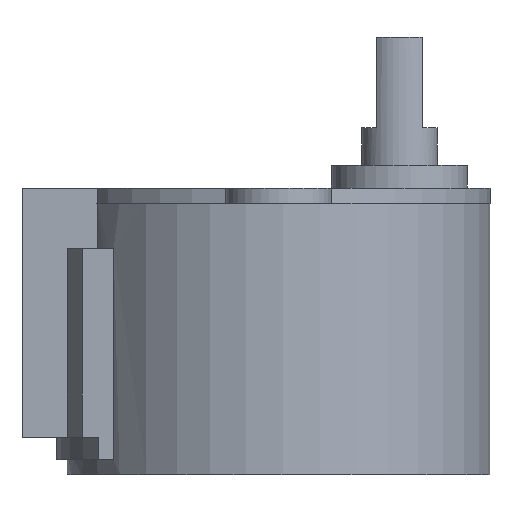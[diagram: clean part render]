
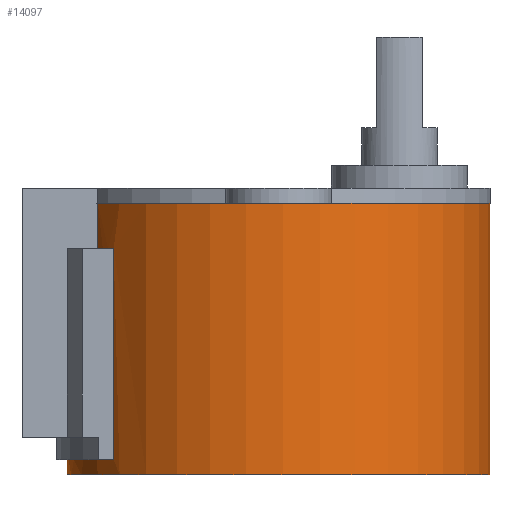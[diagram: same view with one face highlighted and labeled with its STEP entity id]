
A CAD part, left-side view. The second image highlights one B-rep face of the part: STEP entity #14097.
In plain terms, the highlighted cylindrical face has radius 14 mm (diameter 28 mm), a full revolution.
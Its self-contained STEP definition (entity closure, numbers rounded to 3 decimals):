
#114=CYLINDRICAL_SURFACE('',#14725,14.);
#131=CIRCLE('',#14668,14.);
#136=CIRCLE('',#14689,14.);
#137=CIRCLE('',#14690,14.);
#143=CIRCLE('',#14703,14.);
#144=CIRCLE('',#14705,14.);
#148=CIRCLE('',#14717,14.);
#149=CIRCLE('',#14720,14.);
#150=CIRCLE('',#14724,14.);
#1960=FACE_OUTER_BOUND('',#2780,.T.);
#2780=EDGE_LOOP('',(#11228,#11229,#11230,#11231,#11232,#11233,#11234,#11235,
#11236,#11237,#11238,#11239,#11240,#11241,#11242,#11243));
#3786=LINE('',#22803,#4970);
#3795=LINE('',#22820,#4979);
#3797=LINE('',#22828,#4981);
#3801=LINE('',#22835,#4985);
#3810=LINE('',#22858,#4994);
#3815=LINE('',#22869,#4999);
#3816=LINE('',#22870,#5000);
#4970=VECTOR('',#15845,10.);
#4979=VECTOR('',#15856,10.);
#4981=VECTOR('',#15866,10.);
#4985=VECTOR('',#15872,10.);
#4994=VECTOR('',#15897,10.);
#4999=VECTOR('',#15910,14.);
#5000=VECTOR('',#15911,10.);
#6243=VERTEX_POINT('',#22703);
#6244=VERTEX_POINT('',#22716);
#6254=VERTEX_POINT('',#22743);
#6256=VERTEX_POINT('',#22749);
#6268=VERTEX_POINT('',#22785);
#6270=VERTEX_POINT('',#22789);
#6271=VERTEX_POINT('',#22793);
#6273=VERTEX_POINT('',#22796);
#6275=VERTEX_POINT('',#22802);
#6282=VERTEX_POINT('',#22818);
#6284=VERTEX_POINT('',#22827);
#6286=VERTEX_POINT('',#22833);
#6292=VERTEX_POINT('',#22854);
#6294=VERTEX_POINT('',#22865);
#7989=EDGE_CURVE('',#6243,#6243,#131,.T.);
#8006=EDGE_CURVE('',#6256,#6254,#136,.T.);
#8007=EDGE_CURVE('',#6244,#6256,#137,.T.);
#8026=EDGE_CURVE('',#6268,#6270,#143,.T.);
#8028=EDGE_CURVE('',#6273,#6271,#144,.T.);
#8031=EDGE_CURVE('',#6275,#6273,#3786,.T.);
#8040=EDGE_CURVE('',#6270,#6282,#3795,.T.);
#8043=EDGE_CURVE('',#6268,#6284,#3797,.T.);
#8047=EDGE_CURVE('',#6271,#6286,#3801,.T.);
#8049=EDGE_CURVE('',#6286,#6284,#148,.T.);
#8057=EDGE_CURVE('',#6292,#6275,#149,.T.);
#8059=EDGE_CURVE('',#6292,#6254,#3810,.T.);
#8064=EDGE_CURVE('',#6282,#6294,#150,.T.);
#8065=EDGE_CURVE('',#6256,#6243,#3815,.T.);
#8066=EDGE_CURVE('',#6294,#6244,#3816,.T.);
#11228=ORIENTED_EDGE('',*,*,#8007,.T.);
#11229=ORIENTED_EDGE('',*,*,#8065,.T.);
#11230=ORIENTED_EDGE('',*,*,#7989,.T.);
#11231=ORIENTED_EDGE('',*,*,#8065,.F.);
#11232=ORIENTED_EDGE('',*,*,#8006,.T.);
#11233=ORIENTED_EDGE('',*,*,#8059,.F.);
#11234=ORIENTED_EDGE('',*,*,#8057,.T.);
#11235=ORIENTED_EDGE('',*,*,#8031,.T.);
#11236=ORIENTED_EDGE('',*,*,#8028,.T.);
#11237=ORIENTED_EDGE('',*,*,#8047,.T.);
#11238=ORIENTED_EDGE('',*,*,#8049,.T.);
#11239=ORIENTED_EDGE('',*,*,#8043,.F.);
#11240=ORIENTED_EDGE('',*,*,#8026,.T.);
#11241=ORIENTED_EDGE('',*,*,#8040,.T.);
#11242=ORIENTED_EDGE('',*,*,#8064,.T.);
#11243=ORIENTED_EDGE('',*,*,#8066,.T.);
#14097=ADVANCED_FACE('',(#1960),#114,.T.);
#14668=AXIS2_PLACEMENT_3D('',#22704,#15738,#15739);
#14689=AXIS2_PLACEMENT_3D('',#22750,#15792,#15793);
#14690=AXIS2_PLACEMENT_3D('',#22751,#15794,#15795);
#14703=AXIS2_PLACEMENT_3D('',#22791,#15833,#15834);
#14705=AXIS2_PLACEMENT_3D('',#22797,#15838,#15839);
#14717=AXIS2_PLACEMENT_3D('',#22839,#15879,#15880);
#14720=AXIS2_PLACEMENT_3D('',#22855,#15892,#15893);
#14724=AXIS2_PLACEMENT_3D('',#22867,#15906,#15907);
#14725=AXIS2_PLACEMENT_3D('',#22868,#15908,#15909);
#15738=DIRECTION('center_axis',(0.,0.,1.));
#15739=DIRECTION('ref_axis',(-0.518,0.855,0.));
#15792=DIRECTION('center_axis',(0.,0.,-1.));
#15793=DIRECTION('ref_axis',(-0.518,0.855,0.));
#15794=DIRECTION('center_axis',(0.,0.,-1.));
#15795=DIRECTION('ref_axis',(-0.518,0.855,0.));
#15833=DIRECTION('center_axis',(0.,0.,-1.));
#15834=DIRECTION('ref_axis',(-0.625,0.781,0.));
#15838=DIRECTION('center_axis',(0.,0.,-1.));
#15839=DIRECTION('ref_axis',(-0.625,0.781,0.));
#15845=DIRECTION('',(0.,0.,-1.));
#15856=DIRECTION('',(0.,0.,1.));
#15866=DIRECTION('',(0.,0.,1.));
#15872=DIRECTION('',(0.,0.,1.));
#15879=DIRECTION('center_axis',(0.,0.,-1.));
#15880=DIRECTION('ref_axis',(-0.625,0.781,0.));
#15892=DIRECTION('center_axis',(0.,0.,1.));
#15893=DIRECTION('ref_axis',(-0.518,0.855,0.));
#15897=DIRECTION('',(0.,0.,1.));
#15906=DIRECTION('center_axis',(0.,0.,1.));
#15907=DIRECTION('ref_axis',(-0.518,0.855,0.));
#15908=DIRECTION('center_axis',(0.,0.,1.));
#15909=DIRECTION('ref_axis',(-0.518,0.855,0.));
#15910=DIRECTION('',(0.,0.,-1.));
#15911=DIRECTION('',(0.,0.,1.));
#22703=CARTESIAN_POINT('',(7.25,-11.977,0.));
#22704=CARTESIAN_POINT('Origin',(0.,0.,0.));
#22716=CARTESIAN_POINT('',(7.25,11.977,18.));
#22743=CARTESIAN_POINT('',(-7.25,11.977,18.));
#22749=CARTESIAN_POINT('',(7.25,-11.977,18.));
#22750=CARTESIAN_POINT('Origin',(0.,0.,18.));
#22751=CARTESIAN_POINT('Origin',(0.,0.,18.));
#22785=CARTESIAN_POINT('',(1.5,13.919,1.));
#22789=CARTESIAN_POINT('',(8.75,10.929,1.));
#22791=CARTESIAN_POINT('Origin',(0.,0.,
1.));
#22793=CARTESIAN_POINT('',(-1.5,13.919,1.));
#22796=CARTESIAN_POINT('',(-8.75,10.929,1.));
#22797=CARTESIAN_POINT('Origin',(0.,0.,
1.));
#22802=CARTESIAN_POINT('',(-8.75,10.929,15.));
#22803=CARTESIAN_POINT('',(-8.75,10.929,0.));
#22818=CARTESIAN_POINT('',(8.75,10.929,15.));
#22820=CARTESIAN_POINT('',(8.75,10.929,0.));
#22827=CARTESIAN_POINT('',(1.5,13.919,2.5));
#22828=CARTESIAN_POINT('',(1.5,13.919,0.));
#22833=CARTESIAN_POINT('',(-1.5,13.919,2.5));
#22835=CARTESIAN_POINT('',(-1.5,13.919,0.));
#22839=CARTESIAN_POINT('Origin',(0.,0.,
2.5));
#22854=CARTESIAN_POINT('',(-7.25,11.977,15.));
#22855=CARTESIAN_POINT('Origin',(0.,0.,15.));
#22858=CARTESIAN_POINT('',(-7.25,11.977,0.));
#22865=CARTESIAN_POINT('',(7.25,11.977,15.));
#22867=CARTESIAN_POINT('Origin',(0.,0.,15.));
#22868=CARTESIAN_POINT('Origin',(0.,0.,0.));
#22869=CARTESIAN_POINT('',(7.25,-11.977,0.));
#22870=CARTESIAN_POINT('',(7.25,11.977,0.));
